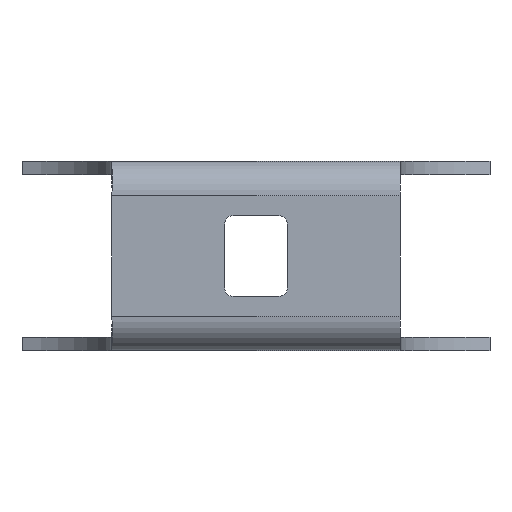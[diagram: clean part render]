
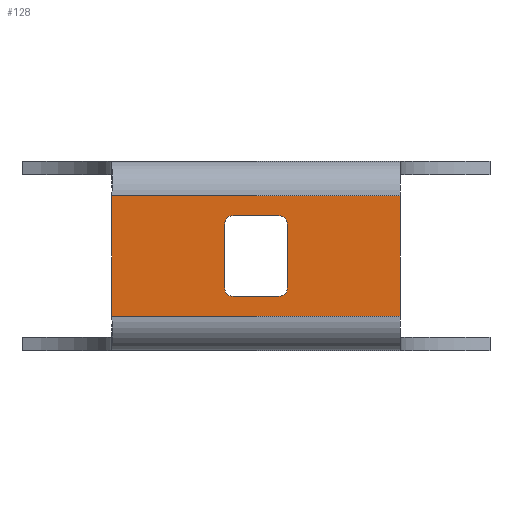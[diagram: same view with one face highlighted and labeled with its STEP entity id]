
A CAD part, left-side view. The second image highlights one B-rep face of the part: STEP entity #128.
In plain terms, the highlighted planar face has unit normal (-1, 0, 0).
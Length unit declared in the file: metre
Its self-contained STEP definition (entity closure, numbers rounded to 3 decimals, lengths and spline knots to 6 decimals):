
#128 = ADVANCED_FACE( '', ( #249, #250 ), #251, .T. );
#249 = FACE_OUTER_BOUND( '', #412, .T. );
#250 = FACE_BOUND( '', #413, .T. );
#251 = PLANE( '', #414 );
#412 = EDGE_LOOP( '', ( #805, #806, #807, #808 ) );
#413 = EDGE_LOOP( '', ( #809, #810, #811, #812, #813, #814, #815, #816 ) );
#414 = AXIS2_PLACEMENT_3D( '', #817, #818, #819 );
#805 = ORIENTED_EDGE( '', *, *, #1215, .F. );
#806 = ORIENTED_EDGE( '', *, *, #1207, .T. );
#807 = ORIENTED_EDGE( '', *, *, #1216, .T. );
#808 = ORIENTED_EDGE( '', *, *, #1212, .F. );
#809 = ORIENTED_EDGE( '', *, *, #1204, .F. );
#810 = ORIENTED_EDGE( '', *, *, #1183, .T. );
#811 = ORIENTED_EDGE( '', *, *, #1187, .T. );
#812 = ORIENTED_EDGE( '', *, *, #1190, .T. );
#813 = ORIENTED_EDGE( '', *, *, #1193, .T. );
#814 = ORIENTED_EDGE( '', *, *, #1196, .T. );
#815 = ORIENTED_EDGE( '', *, *, #1199, .F. );
#816 = ORIENTED_EDGE( '', *, *, #1202, .T. );
#817 = CARTESIAN_POINT( '', ( -0.0335, 0., 0.00001 ) );
#818 = DIRECTION( '', ( -1., 0., 0. ) );
#819 = DIRECTION( '', ( 0., -1., 0. ) );
#1183 = EDGE_CURVE( '', #1434, #1432, #1435, .F. );
#1187 = EDGE_CURVE( '', #1432, #1439, #1441, .F. );
#1190 = EDGE_CURVE( '', #1439, #1444, #1446, .F. );
#1193 = EDGE_CURVE( '', #1444, #1449, #1451, .T. );
#1196 = EDGE_CURVE( '', #1449, #1454, #1456, .F. );
#1199 = EDGE_CURVE( '', #1459, #1454, #1461, .F. );
#1202 = EDGE_CURVE( '', #1459, #1464, #1466, .F. );
#1204 = EDGE_CURVE( '', #1434, #1464, #1468, .T. );
#1207 = EDGE_CURVE( '', #1474, #1472, #1475, .T. );
#1212 = EDGE_CURVE( '', #1482, #1478, #1484, .T. );
#1215 = EDGE_CURVE( '', #1474, #1482, #1487, .F. );
#1216 = EDGE_CURVE( '', #1472, #1478, #1488, .T. );
#1432 = VERTEX_POINT( '', #1802 );
#1434 = VERTEX_POINT( '', #1805 );
#1435 = CIRCLE( '', #1806, 0.001 );
#1439 = VERTEX_POINT( '', #1812 );
#1441 = LINE( '', #1815, #1816 );
#1444 = VERTEX_POINT( '', #1819 );
#1446 = CIRCLE( '', #1822, 0.001 );
#1449 = VERTEX_POINT( '', #1826 );
#1451 = LINE( '', #1829, #1830 );
#1454 = VERTEX_POINT( '', #1833 );
#1456 = CIRCLE( '', #1836, 0.001 );
#1459 = VERTEX_POINT( '', #1840 );
#1461 = LINE( '', #1843, #1844 );
#1464 = VERTEX_POINT( '', #1847 );
#1466 = CIRCLE( '', #1850, 0.001 );
#1468 = LINE( '', #1853, #1854 );
#1472 = VERTEX_POINT( '', #1859 );
#1474 = VERTEX_POINT( '', #1862 );
#1475 = LINE( '', #1863, #1864 );
#1478 = VERTEX_POINT( '', #1868 );
#1482 = VERTEX_POINT( '', #1874 );
#1484 = LINE( '', #1877, #1878 );
#1487 = LINE( '', #1883, #1884 );
#1488 = LINE( '', #1885, #1886 );
#1802 = CARTESIAN_POINT( '', ( -0.0335, -0.0025, 0.00451 ) );
#1805 = CARTESIAN_POINT( '', ( -0.0335, -0.0035, 0.00551 ) );
#1806 = AXIS2_PLACEMENT_3D( '', #2209, #2210, #2211 );
#1812 = CARTESIAN_POINT( '', ( -0.0335, 0.0025, 0.00451 ) );
#1815 = CARTESIAN_POINT( '', ( -0.0335, 0., 0.00451 ) );
#1816 = VECTOR( '', #2215, 1. );
#1819 = CARTESIAN_POINT( '', ( -0.0335, 0.0035, 0.00551 ) );
#1822 = AXIS2_PLACEMENT_3D( '', #2220, #2221, #2222 );
#1826 = CARTESIAN_POINT( '', ( -0.0335, 0.0035, 0.01251 ) );
#1829 = CARTESIAN_POINT( '', ( -0.0335, 0.0035, 0.00001 ) );
#1830 = VECTOR( '', #2225, 1. );
#1833 = CARTESIAN_POINT( '', ( -0.0335, 0.0025, 0.01351 ) );
#1836 = AXIS2_PLACEMENT_3D( '', #2230, #2231, #2232 );
#1840 = CARTESIAN_POINT( '', ( -0.0335, -0.0025, 0.01351 ) );
#1843 = CARTESIAN_POINT( '', ( -0.0335, 0., 0.01351 ) );
#1844 = VECTOR( '', #2235, 1. );
#1847 = CARTESIAN_POINT( '', ( -0.0335, -0.0035, 0.01251 ) );
#1850 = AXIS2_PLACEMENT_3D( '', #2240, #2241, #2242 );
#1853 = CARTESIAN_POINT( '', ( -0.0335, -0.0035, 0.00001 ) );
#1854 = VECTOR( '', #2244, 1. );
#1859 = CARTESIAN_POINT( '', ( -0.0335, -0.016, 0.01572 ) );
#1862 = CARTESIAN_POINT( '', ( -0.0335, -0.016, 0.0023 ) );
#1863 = CARTESIAN_POINT( '', ( -0.0335, -0.016, 0.00001 ) );
#1864 = VECTOR( '', #2247, 1. );
#1868 = CARTESIAN_POINT( '', ( -0.0335, 0.016, 0.01572 ) );
#1874 = CARTESIAN_POINT( '', ( -0.0335, 0.016, 0.0023 ) );
#1877 = CARTESIAN_POINT( '', ( -0.0335, 0.016, 0.00001 ) );
#1878 = VECTOR( '', #2252, 1. );
#1883 = CARTESIAN_POINT( '', ( -0.0335, 0., 0.0023 ) );
#1884 = VECTOR( '', #2255, 1. );
#1885 = CARTESIAN_POINT( '', ( -0.0335, 0., 0.01572 ) );
#1886 = VECTOR( '', #2256, 1. );
#2209 = CARTESIAN_POINT( '', ( -0.0335, -0.0025, 0.00551 ) );
#2210 = DIRECTION( '', ( -1., 0., 0. ) );
#2211 = DIRECTION( '', ( 0., -1., 0. ) );
#2215 = DIRECTION( '', ( 0., -1., 0. ) );
#2220 = CARTESIAN_POINT( '', ( -0.0335, 0.0025, 0.00551 ) );
#2221 = DIRECTION( '', ( -1., 0., 0. ) );
#2222 = DIRECTION( '', ( 0., -1., 0. ) );
#2225 = DIRECTION( '', ( 0., 0., 1. ) );
#2230 = CARTESIAN_POINT( '', ( -0.0335, 0.0025, 0.01251 ) );
#2231 = DIRECTION( '', ( -1., 0., 0. ) );
#2232 = DIRECTION( '', ( 0., -1., 0. ) );
#2235 = DIRECTION( '', ( 0., -1., 0. ) );
#2240 = CARTESIAN_POINT( '', ( -0.0335, -0.0025, 0.01251 ) );
#2241 = DIRECTION( '', ( -1., 0., 0. ) );
#2242 = DIRECTION( '', ( 0., -1., 0. ) );
#2244 = DIRECTION( '', ( 0., 0., 1. ) );
#2247 = DIRECTION( '', ( 0., 0., 1. ) );
#2252 = DIRECTION( '', ( 0., 0., 1. ) );
#2255 = DIRECTION( '', ( 0., -1., 0. ) );
#2256 = DIRECTION( '', ( 0., 1., 0. ) );
